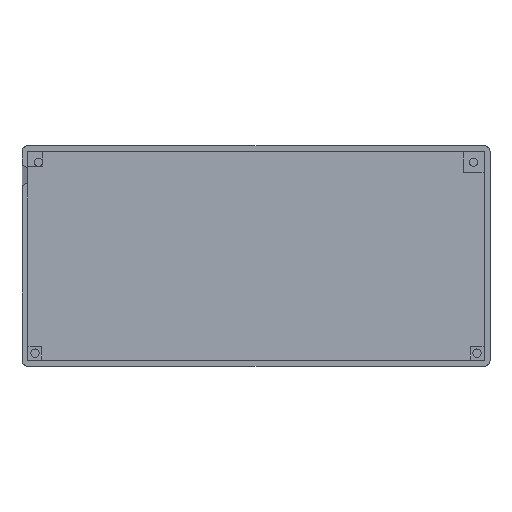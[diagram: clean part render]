
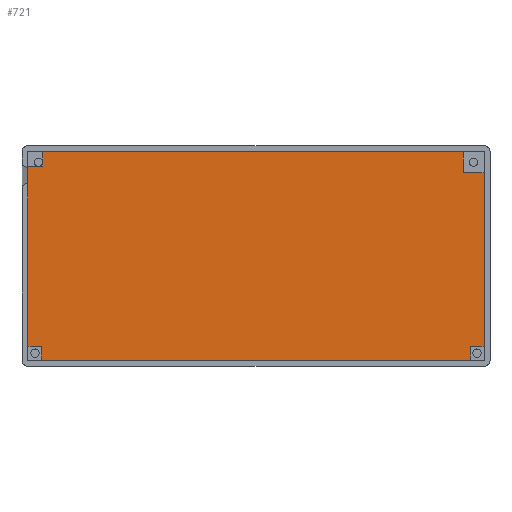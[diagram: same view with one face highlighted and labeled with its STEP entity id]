
A CAD part, top view. The second image highlights one B-rep face of the part: STEP entity #721.
In plain terms, the highlighted planar face has unit normal (0, 0, 1).
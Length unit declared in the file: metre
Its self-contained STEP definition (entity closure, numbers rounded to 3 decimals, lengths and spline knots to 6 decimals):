
#174=ORIENTED_EDGE('',*,*,#309,.T.);
#175=ORIENTED_EDGE('',*,*,#312,.T.);
#176=ORIENTED_EDGE('',*,*,#314,.F.);
#177=ORIENTED_EDGE('',*,*,#307,.F.);
#178=ORIENTED_EDGE('',*,*,#318,.T.);
#179=ORIENTED_EDGE('',*,*,#321,.F.);
#180=ORIENTED_EDGE('',*,*,#304,.F.);
#181=ORIENTED_EDGE('',*,*,#325,.T.);
#182=ORIENTED_EDGE('',*,*,#323,.F.);
#183=ORIENTED_EDGE('',*,*,#300,.T.);
#184=ORIENTED_EDGE('',*,*,#317,.T.);
#185=ORIENTED_EDGE('',*,*,#315,.F.);
#300=EDGE_CURVE('',#387,#388,#453,.T.);
#304=EDGE_CURVE('',#389,#390,#457,.T.);
#307=EDGE_CURVE('',#391,#392,#460,.T.);
#309=EDGE_CURVE('',#393,#394,#462,.T.);
#312=EDGE_CURVE('',#394,#395,#465,.T.);
#314=EDGE_CURVE('',#392,#395,#467,.T.);
#315=EDGE_CURVE('',#393,#396,#468,.T.);
#317=EDGE_CURVE('',#388,#396,#470,.T.);
#318=EDGE_CURVE('',#391,#397,#471,.T.);
#321=EDGE_CURVE('',#390,#397,#474,.T.);
#323=EDGE_CURVE('',#387,#398,#476,.T.);
#325=EDGE_CURVE('',#389,#398,#478,.T.);
#387=VERTEX_POINT('',#1146);
#388=VERTEX_POINT('',#1147);
#389=VERTEX_POINT('',#1152);
#390=VERTEX_POINT('',#1154);
#391=VERTEX_POINT('',#1158);
#392=VERTEX_POINT('',#1160);
#393=VERTEX_POINT('',#1164);
#394=VERTEX_POINT('',#1165);
#395=VERTEX_POINT('',#1170);
#396=VERTEX_POINT('',#1176);
#397=VERTEX_POINT('',#1182);
#398=VERTEX_POINT('',#1190);
#453=LINE('',#1145,#533);
#457=LINE('',#1153,#537);
#460=LINE('',#1159,#540);
#462=LINE('',#1163,#542);
#465=LINE('',#1169,#545);
#467=LINE('',#1173,#547);
#468=LINE('',#1175,#548);
#470=LINE('',#1179,#550);
#471=LINE('',#1181,#551);
#474=LINE('',#1186,#554);
#476=LINE('',#1189,#556);
#478=LINE('',#1193,#558);
#533=VECTOR('',#917,1.);
#537=VECTOR('',#923,1.);
#540=VECTOR('',#928,1.);
#542=VECTOR('',#932,1.);
#545=VECTOR('',#937,1.);
#547=VECTOR('',#941,1.);
#548=VECTOR('',#944,1.);
#550=VECTOR('',#948,1.);
#551=VECTOR('',#951,1.);
#554=VECTOR('',#956,1.);
#556=VECTOR('',#960,1.);
#558=VECTOR('',#964,1.);
#591=EDGE_LOOP('',(#174,#175,#176,#177,#178,#179,#180,#181,#182,#183,#184,
#185));
#641=FACE_BOUND('',#591,.T.);
#683=PLANE('',#789);
#721=ADVANCED_FACE('',(#641),#683,.T.);
#789=AXIS2_PLACEMENT_3D('',#1194,#965,#966);
#917=DIRECTION('',(1.,0.,0.));
#923=DIRECTION('',(0.,1.,0.));
#928=DIRECTION('',(1.,0.,0.));
#932=DIRECTION('',(0.,1.,0.));
#937=DIRECTION('',(-1.,0.,0.));
#941=DIRECTION('',(0.,-1.,0.));
#944=DIRECTION('',(-1.,0.,0.));
#948=DIRECTION('',(0.,1.,0.));
#951=DIRECTION('',(0.,-1.,0.));
#956=DIRECTION('',(1.,0.,0.));
#960=DIRECTION('',(0.,1.,0.));
#964=DIRECTION('',(1.,0.,0.));
#965=DIRECTION('',(0.,0.,1.));
#966=DIRECTION('',(1.,0.,0.));
#1145=CARTESIAN_POINT('',(0.,-0.070245,-0.0025));
#1146=CARTESIAN_POINT('',(-0.144325,-0.070245,-0.0025));
#1147=CARTESIAN_POINT('',(0.144325,-0.070245,-0.0025));
#1152=CARTESIAN_POINT('',(-0.15359,-0.060925,-0.0025));
#1153=CARTESIAN_POINT('',(-0.15359,0.,-0.0025));
#1154=CARTESIAN_POINT('',(-0.15359,0.060306,-0.0025));
#1158=CARTESIAN_POINT('',(-0.143706,0.070245,-0.0025));
#1159=CARTESIAN_POINT('',(0.,0.070245,-0.0025));
#1160=CARTESIAN_POINT('',(0.139563,0.070245,-0.0025));
#1163=CARTESIAN_POINT('',(0.15359,0.,-0.0025));
#1164=CARTESIAN_POINT('',(0.15359,-0.060925,-0.0025));
#1165=CARTESIAN_POINT('',(0.15359,0.056163,-0.0025));
#1169=CARTESIAN_POINT('',(0.,0.056163,-0.0025));
#1170=CARTESIAN_POINT('',(0.139563,0.056163,-0.0025));
#1173=CARTESIAN_POINT('',(0.139563,0.,-0.0025));
#1175=CARTESIAN_POINT('',(0.,-0.060925,-0.0025));
#1176=CARTESIAN_POINT('',(0.144325,-0.060925,-0.0025));
#1179=CARTESIAN_POINT('',(0.144325,0.,-0.0025));
#1181=CARTESIAN_POINT('',(-0.143706,0.,-0.0025));
#1182=CARTESIAN_POINT('',(-0.143706,0.060306,-0.0025));
#1186=CARTESIAN_POINT('',(0.,0.060306,-0.0025));
#1189=CARTESIAN_POINT('',(-0.144325,0.,-0.0025));
#1190=CARTESIAN_POINT('',(-0.144325,-0.060925,-0.0025));
#1193=CARTESIAN_POINT('',(0.,-0.060925,-0.0025));
#1194=CARTESIAN_POINT('',(0.,0.,-0.0025));
